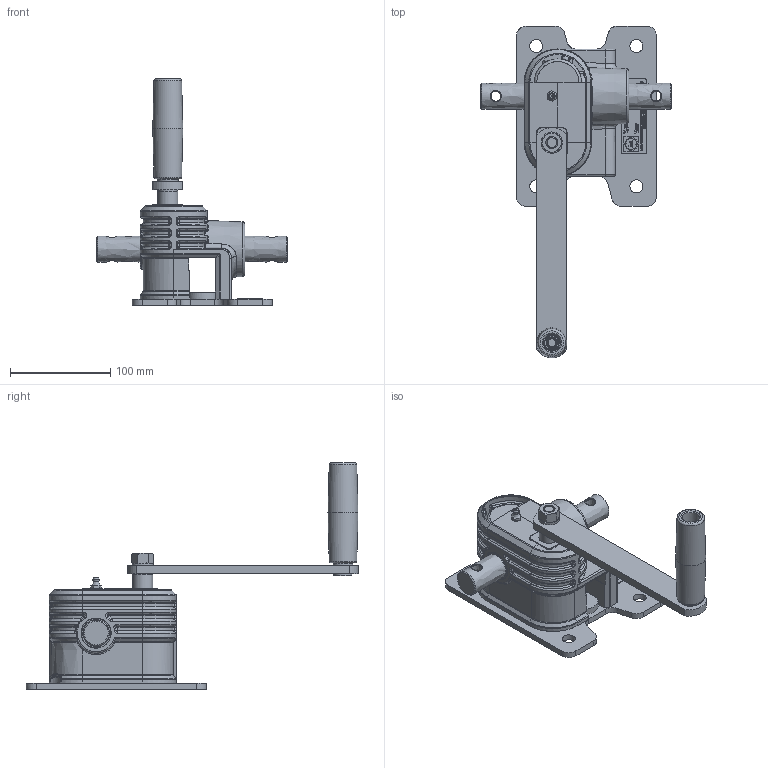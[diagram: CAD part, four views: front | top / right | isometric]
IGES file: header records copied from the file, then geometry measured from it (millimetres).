
Global section: file name: 51355_1210_00; native system: Autodesk Inventor 2022; preprocessor: unknown; author: Nesvadba; date: 20240219.120934; units: millimetre
Bounding box: 190 x 331.49 x 226 mm (x, y, z)
Volume: 349429 mm3; surface area: 228047 mm2
Topology: 25 solids, 25 shells, 2571 faces, 16265 edges, 14679 vertices
Faces by surface type: bspline 2176, revolution 395
